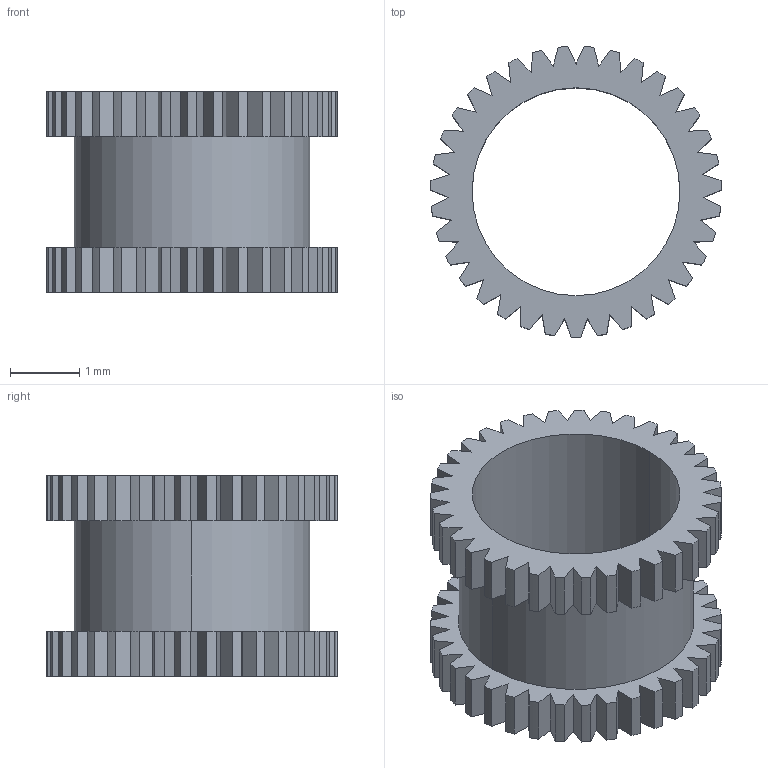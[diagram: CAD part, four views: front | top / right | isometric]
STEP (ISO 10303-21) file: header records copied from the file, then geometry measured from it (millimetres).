
FILE_DESCRIPTION((''),'2;1');
FILE_NAME('INSERT_THREADED_M3_SMALL','2018-01-06T',('Chris'),(''),'CREO PARAMETRIC BY PTC INC, 2014350','CREO PARAMETRIC BY PTC INC, 2014350','');
FILE_SCHEMA(('CONFIG_CONTROL_DESIGN'));
Length unit declared in the file: millimetre
Products named in the file (1): INSERT_THREADED_M3_SMALL
Bounding box: 4.2 x 4.2 x 2.9 mm (x, y, z)
Volume: 10.6 mm3; surface area: 95.1 mm2
Topology: 1 solids, 1 shells, 218 faces, 642 edges, 428 vertices
Faces by surface type: plane 144, cylinder 74
Entity records: 7296 total; most frequent: CARTESIAN_POINT 1288, ORIENTED_EDGE 1284, DIRECTION 1226, EDGE_CURVE 642, VECTOR 494, LINE 494, VERTEX_POINT 428, AXIS2_PLACEMENT_3D 366
